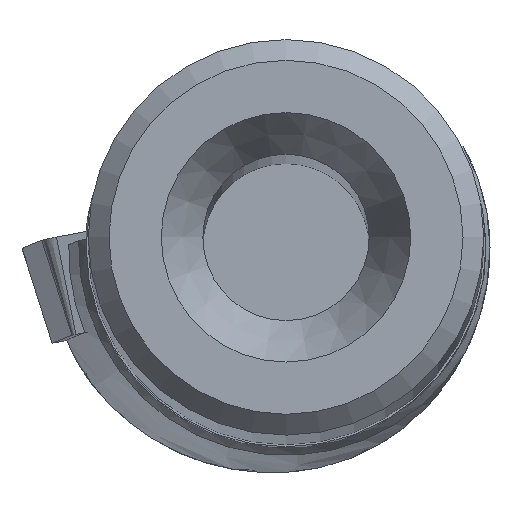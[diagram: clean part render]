
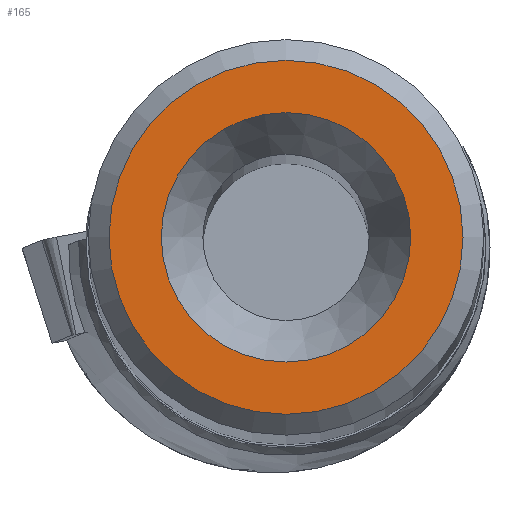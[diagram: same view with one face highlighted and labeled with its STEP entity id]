
A CAD part, top view. The second image highlights one B-rep face of the part: STEP entity #165.
In plain terms, the highlighted planar face has unit normal (0, 0, 1).
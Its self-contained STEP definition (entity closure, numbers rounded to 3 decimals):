
#165=ADVANCED_FACE('',(#285,#286),#193,.T.);
#193=PLANE('',#817);
#285=FACE_BOUND('',#334,.T.);
#286=FACE_BOUND('',#335,.T.);
#334=EDGE_LOOP('',(#460));
#335=EDGE_LOOP('',(#461));
#460=ORIENTED_EDGE('',*,*,#641,.F.);
#461=ORIENTED_EDGE('',*,*,#642,.T.);
#568=VERTEX_POINT('',#1335);
#569=VERTEX_POINT('',#1337);
#641=EDGE_CURVE('',#568,#568,#682,.T.);
#642=EDGE_CURVE('',#569,#569,#683,.T.);
#682=CIRCLE('',#815,3.);
#683=CIRCLE('',#816,4.256);
#815=AXIS2_PLACEMENT_3D('',#1334,#966,#967);
#816=AXIS2_PLACEMENT_3D('',#1336,#968,#969);
#817=AXIS2_PLACEMENT_3D('',#1338,#970,#971);
#966=DIRECTION('',(0.,0.,1.));
#967=DIRECTION('',(1.,0.,0.));
#968=DIRECTION('',(0.,0.,1.));
#969=DIRECTION('',(1.,0.,0.));
#970=DIRECTION('',(0.,0.,1.));
#971=DIRECTION('',(1.,0.,0.));
#1334=CARTESIAN_POINT('',(0.,0.,0.));
#1335=CARTESIAN_POINT('',(3.,0.,0.));
#1336=CARTESIAN_POINT('',(0.,0.,0.));
#1337=CARTESIAN_POINT('',(4.256,0.,0.));
#1338=CARTESIAN_POINT('',(0.,0.,0.));
